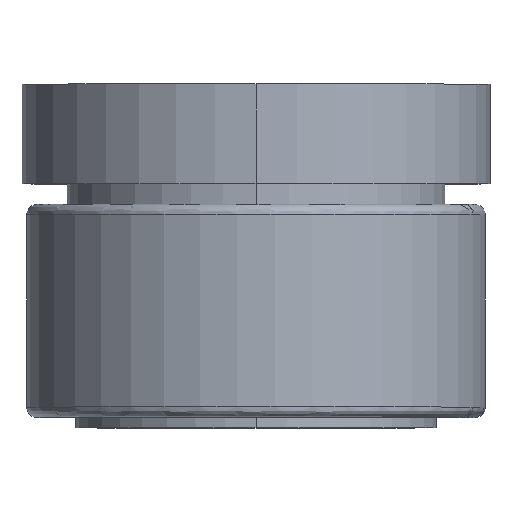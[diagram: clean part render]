
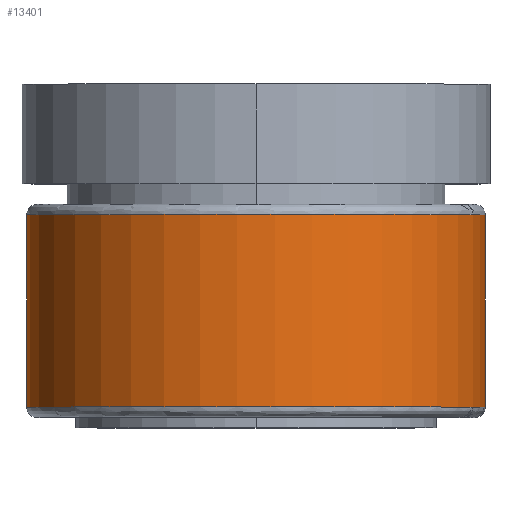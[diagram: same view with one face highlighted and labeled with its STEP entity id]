
A CAD part, top view. The second image highlights one B-rep face of the part: STEP entity #13401.
In plain terms, the highlighted cylindrical face has radius 16.954 mm (diameter 33.909 mm), a partial arc.
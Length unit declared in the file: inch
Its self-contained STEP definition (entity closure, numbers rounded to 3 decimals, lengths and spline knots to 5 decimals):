
#2353 = ORIENTED_EDGE ( 'NONE', *, *, #4430, .T. ) ;
#2384 = ORIENTED_EDGE ( 'NONE', *, *, #45733, .T. ) ;
#2598 = CARTESIAN_POINT ( 'NONE',  ( 0., 0.62, 0. ) ) ;
#4430 = EDGE_CURVE ( 'NONE', #28073, #34291, #27689, .T. ) ;
#6595 = DIRECTION ( 'NONE',  ( -1., 0., 0. ) ) ;
#6676 = VERTEX_POINT ( 'NONE', #49128 ) ;
#6832 = CARTESIAN_POINT ( 'NONE',  ( 0., 0.06, 0. ) ) ;
#9354 = CARTESIAN_POINT ( 'NONE',  ( 0., 0.65, 0. ) ) ;
#10835 = DIRECTION ( 'NONE',  ( -1., 0., 0. ) ) ;
#11556 = CARTESIAN_POINT ( 'NONE',  ( 0., 0.06, 0. ) ) ;
#11644 = ORIENTED_EDGE ( 'NONE', *, *, #48347, .F. ) ;
#13189 = AXIS2_PLACEMENT_3D ( 'NONE', #9354, #33552, #17567 ) ;
#13401 = ADVANCED_FACE ( 'NONE', ( #18504 ), #38583, .T. ) ;
#13415 = VECTOR ( 'NONE', #15883, 39.37008 ) ;
#14115 = EDGE_CURVE ( 'NONE', #36090, #26197, #45381, .T. ) ;
#14873 = DIRECTION ( 'NONE',  ( 0., -1., 0. ) ) ;
#15589 = DIRECTION ( 'NONE',  ( -1., 0., 0. ) ) ;
#15883 = DIRECTION ( 'NONE',  ( 0., 1., 0. ) ) ;
#16057 = CARTESIAN_POINT ( 'NONE',  ( 0.6675, 0.65, 0. ) ) ;
#16589 = CIRCLE ( 'NONE', #36082, 0.6675 ) ;
#16795 = CIRCLE ( 'NONE', #16859, 0.6675 ) ;
#16859 = AXIS2_PLACEMENT_3D ( 'NONE', #6832, #34879, #10835 ) ;
#17232 = CARTESIAN_POINT ( 'NONE',  ( 0.63161, 0.62, 0.21594 ) ) ;
#17567 = DIRECTION ( 'NONE',  ( -1., 0., 0. ) ) ;
#18504 = FACE_OUTER_BOUND ( 'NONE', #41880, .T. ) ;
#19922 = VECTOR ( 'NONE', #50666, 39.37008 ) ;
#21226 = EDGE_CURVE ( 'NONE', #30570, #6676, #16795, .T. ) ;
#22911 = EDGE_CURVE ( 'NONE', #6676, #36090, #16589, .T. ) ;
#23705 = ORIENTED_EDGE ( 'NONE', *, *, #22911, .T. ) ;
#25649 = CARTESIAN_POINT ( 'NONE',  ( -0.6675, 0.06, 0. ) ) ;
#26033 = CIRCLE ( 'NONE', #29458, 0.6675 ) ;
#26197 = VERTEX_POINT ( 'NONE', #51122 ) ;
#27689 = CIRCLE ( 'NONE', #39484, 0.6675 ) ;
#28073 = VERTEX_POINT ( 'NONE', #17232 ) ;
#29458 = AXIS2_PLACEMENT_3D ( 'NONE', #2598, #30620, #6595 ) ;
#30570 = VERTEX_POINT ( 'NONE', #25649 ) ;
#30594 = LINE ( 'NONE', #38585, #19922 ) ;
#30620 = DIRECTION ( 'NONE',  ( 0., -1., 0. ) ) ;
#32670 = ORIENTED_EDGE ( 'NONE', *, *, #14115, .T. ) ;
#33552 = DIRECTION ( 'NONE',  ( 0., 1., 0. ) ) ;
#34291 = VERTEX_POINT ( 'NONE', #34538 ) ;
#34538 = CARTESIAN_POINT ( 'NONE',  ( -0.6675, 0.62, 0. ) ) ;
#34879 = DIRECTION ( 'NONE',  ( 0., 1., 0. ) ) ;
#36082 = AXIS2_PLACEMENT_3D ( 'NONE', #11556, #39621, #15589 ) ;
#36090 = VERTEX_POINT ( 'NONE', #51237 ) ;
#38145 = ORIENTED_EDGE ( 'NONE', *, *, #21226, .T. ) ;
#38583 = CYLINDRICAL_SURFACE ( 'NONE', #13189, 0.6675 ) ;
#38585 = CARTESIAN_POINT ( 'NONE',  ( -0.6675, 0.65, 0. ) ) ;
#38902 = CARTESIAN_POINT ( 'NONE',  ( 0., 0.62, 0. ) ) ;
#39484 = AXIS2_PLACEMENT_3D ( 'NONE', #38902, #14873, #42892 ) ;
#39621 = DIRECTION ( 'NONE',  ( 0., 1., 0. ) ) ;
#41880 = EDGE_LOOP ( 'NONE', ( #38145, #23705, #32670, #2384, #2353, #11644 ) ) ;
#42892 = DIRECTION ( 'NONE',  ( -1., 0., 0. ) ) ;
#45381 = LINE ( 'NONE', #16057, #13415 ) ;
#45733 = EDGE_CURVE ( 'NONE', #26197, #28073, #26033, .T. ) ;
#48347 = EDGE_CURVE ( 'NONE', #30570, #34291, #30594, .T. ) ;
#49128 = CARTESIAN_POINT ( 'NONE',  ( 0.63161, 0.06, 0.21594 ) ) ;
#50666 = DIRECTION ( 'NONE',  ( 0., 1., 0. ) ) ;
#51122 = CARTESIAN_POINT ( 'NONE',  ( 0.6675, 0.62, 0. ) ) ;
#51237 = CARTESIAN_POINT ( 'NONE',  ( 0.6675, 0.06, 0. ) ) ;
